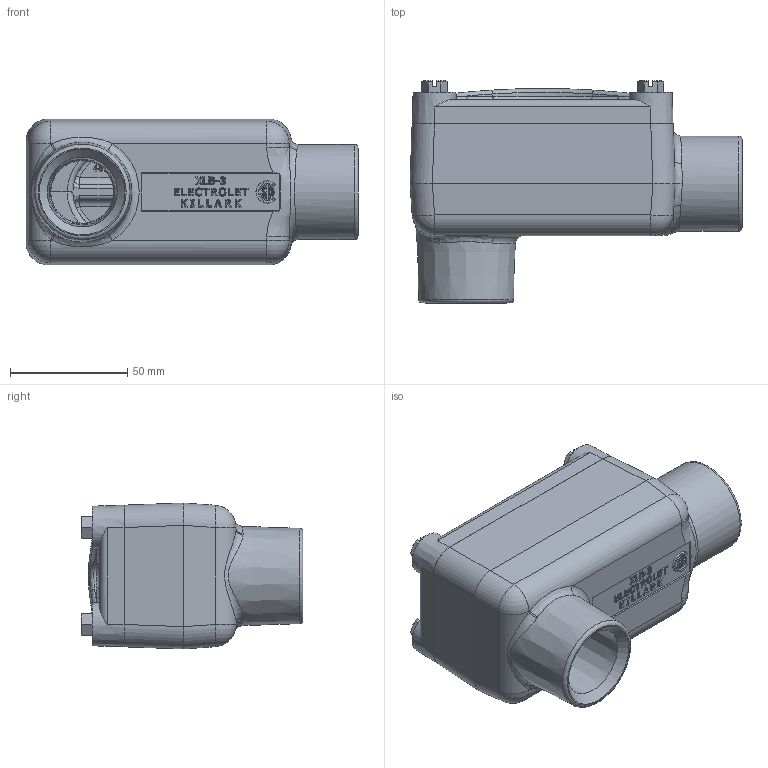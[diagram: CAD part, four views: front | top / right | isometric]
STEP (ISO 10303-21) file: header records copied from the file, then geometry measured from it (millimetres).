
FILE_DESCRIPTION(/* description */ (''),/* implementation_level */ '2;1');
FILE_NAME(/* name */ 'KIL_XLB-3.stp',/* time_stamp */ '2021-03-24T12:52:32+05:00',/* author */ ('kr'),/* organization */ (''),/* preprocessor_version */ 'ST-DEVELOPER v18',/* originating_system */ 'Autodesk Inventor 2020',/* authorisation */ '');
FILE_SCHEMA (('AUTOMOTIVE_DESIGN { 1 0 10303 214 3 1 1 }'));
Length unit declared in the file: inch
Products named in the file (4): XC-3; 0244444M; 0248902M; ANSI B18.6.3 - 1/4-20x0.875
Assembly tree (6 placements, depth 2):
  XC-3
    0244444M
    0248902M
    ANSI B18.6.3 - 1/4-20x0.875  x4
Bounding box: 141.41 x 94.52 x 62.15 mm (x, y, z)
Volume: 223807.2 mm3; surface area: 78186.4 mm2
Topology: 6 solids, 6 shells, 4949 faces, 13317 edges, 8790 vertices
Faces by surface type: plane 2780, bspline 1750, cylinder 313, cone 63, torus 27, sphere 16
Full cylindrical faces by diameter (mm): 1.476 x1, 1.762 x1, 4.978 x4, 6.35 x4, 12.938 x1, 15.875 x1, 40.488 x1
Entity records: 191609 total; most frequent: CARTESIAN_POINT 79944, ORIENTED_EDGE 26274, DIRECTION 17289, EDGE_CURVE 13137, VERTEX_POINT 8692, LINE 7871, VECTOR 7871, EDGE_LOOP 5333
